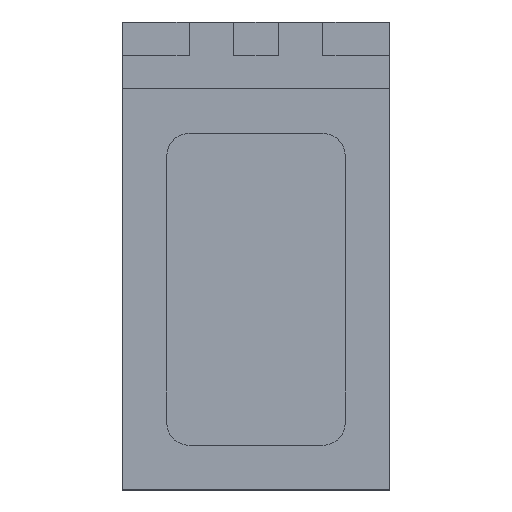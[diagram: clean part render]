
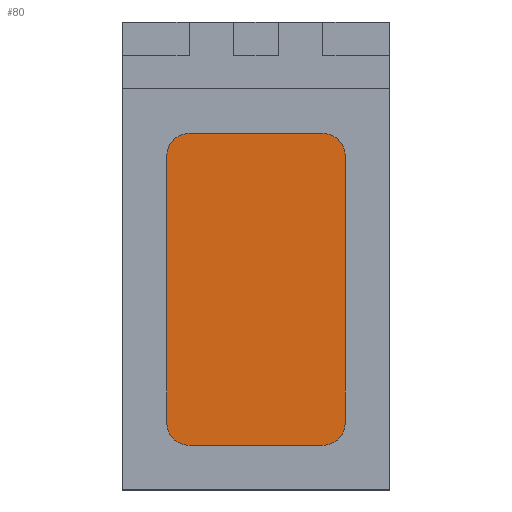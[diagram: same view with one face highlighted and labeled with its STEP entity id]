
A CAD part, top view. The second image highlights one B-rep face of the part: STEP entity #80.
In plain terms, the highlighted planar face has unit normal (0, 0, 1).
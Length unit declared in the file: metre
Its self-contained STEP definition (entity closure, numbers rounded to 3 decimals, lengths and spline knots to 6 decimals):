
#80 = ADVANCED_FACE( '', ( #113 ), #114, .T. );
#113 = FACE_OUTER_BOUND( '', #168, .T. );
#114 = PLANE( '', #169 );
#168 = EDGE_LOOP( '', ( #256, #257, #258, #259, #260, #261, #262, #263 ) );
#169 = AXIS2_PLACEMENT_3D( '', #264, #265, #266 );
#256 = ORIENTED_EDGE( '', *, *, #463, .T. );
#257 = ORIENTED_EDGE( '', *, *, #442, .T. );
#258 = ORIENTED_EDGE( '', *, *, #464, .T. );
#259 = ORIENTED_EDGE( '', *, *, #465, .T. );
#260 = ORIENTED_EDGE( '', *, *, #466, .T. );
#261 = ORIENTED_EDGE( '', *, *, #467, .T. );
#262 = ORIENTED_EDGE( '', *, *, #468, .T. );
#263 = ORIENTED_EDGE( '', *, *, #469, .T. );
#264 = CARTESIAN_POINT( '', ( -0.008292, 0.1016, 0.003484 ) );
#265 = DIRECTION( '', ( 0., 0., 1. ) );
#266 = DIRECTION( '', ( 1., 0., 0. ) );
#442 = EDGE_CURVE( '', #518, #519, #520, .T. );
#463 = EDGE_CURVE( '', #558, #518, #559, .T. );
#464 = EDGE_CURVE( '', #519, #560, #561, .T. );
#465 = EDGE_CURVE( '', #560, #562, #563, .T. );
#466 = EDGE_CURVE( '', #562, #564, #565, .T. );
#467 = EDGE_CURVE( '', #564, #566, #567, .T. );
#468 = EDGE_CURVE( '', #566, #568, #569, .T. );
#469 = EDGE_CURVE( '', #568, #558, #570, .T. );
#518 = VERTEX_POINT( '', #642 );
#519 = VERTEX_POINT( '', #643 );
#520 = CIRCLE( '', #644, 0.00635 );
#558 = VERTEX_POINT( '', #701 );
#559 = LINE( '', #702, #703 );
#560 = VERTEX_POINT( '', #704 );
#561 = LINE( '', #705, #706 );
#562 = VERTEX_POINT( '', #707 );
#563 = CIRCLE( '', #708, 0.00635 );
#564 = VERTEX_POINT( '', #709 );
#565 = LINE( '', #710, #711 );
#566 = VERTEX_POINT( '', #712 );
#567 = CIRCLE( '', #713, 0.00635 );
#568 = VERTEX_POINT( '', #714 );
#569 = LINE( '', #715, #716 );
#570 = CIRCLE( '', #717, 0.00635 );
#642 = CARTESIAN_POINT( '', ( -0.008292, 0.01905, 0.003484 ) );
#643 = CARTESIAN_POINT( '', ( -0.001942, 0.0127, 0.003484 ) );
#644 = AXIS2_PLACEMENT_3D( '', #818, #819, #820 );
#701 = CARTESIAN_POINT( '', ( -0.008292, 0.09525, 0.003484 ) );
#702 = CARTESIAN_POINT( '', ( -0.008292, 0.1016, 0.003484 ) );
#703 = VECTOR( '', #843, 1. );
#704 = CARTESIAN_POINT( '', ( 0.036158, 0.0127, 0.003484 ) );
#705 = CARTESIAN_POINT( '', ( -0.008292, 0.0127, 0.003484 ) );
#706 = VECTOR( '', #844, 1. );
#707 = CARTESIAN_POINT( '', ( 0.042508, 0.01905, 0.003484 ) );
#708 = AXIS2_PLACEMENT_3D( '', #845, #846, #847 );
#709 = CARTESIAN_POINT( '', ( 0.042508, 0.09525, 0.003484 ) );
#710 = CARTESIAN_POINT( '', ( 0.042508, 0.0127, 0.003484 ) );
#711 = VECTOR( '', #848, 1. );
#712 = CARTESIAN_POINT( '', ( 0.036158, 0.1016, 0.003484 ) );
#713 = AXIS2_PLACEMENT_3D( '', #849, #850, #851 );
#714 = CARTESIAN_POINT( '', ( -0.001942, 0.1016, 0.003484 ) );
#715 = CARTESIAN_POINT( '', ( 0.042508, 0.1016, 0.003484 ) );
#716 = VECTOR( '', #852, 1. );
#717 = AXIS2_PLACEMENT_3D( '', #853, #854, #855 );
#818 = CARTESIAN_POINT( '', ( -0.001942, 0.01905, 0.003484 ) );
#819 = DIRECTION( '', ( 0., 0., 1. ) );
#820 = DIRECTION( '', ( 1., 0., 0. ) );
#843 = DIRECTION( '', ( 0., -1., 0. ) );
#844 = DIRECTION( '', ( 1., 0., 0. ) );
#845 = CARTESIAN_POINT( '', ( 0.036158, 0.01905, 0.003484 ) );
#846 = DIRECTION( '', ( 0., 0., 1. ) );
#847 = DIRECTION( '', ( 1., 0., 0. ) );
#848 = DIRECTION( '', ( 0., 1., 0. ) );
#849 = CARTESIAN_POINT( '', ( 0.036158, 0.09525, 0.003484 ) );
#850 = DIRECTION( '', ( 0., 0., 1. ) );
#851 = DIRECTION( '', ( 1., 0., 0. ) );
#852 = DIRECTION( '', ( -1., 0., 0. ) );
#853 = CARTESIAN_POINT( '', ( -0.001942, 0.09525, 0.003484 ) );
#854 = DIRECTION( '', ( 0., 0., 1. ) );
#855 = DIRECTION( '', ( 1., 0., 0. ) );
